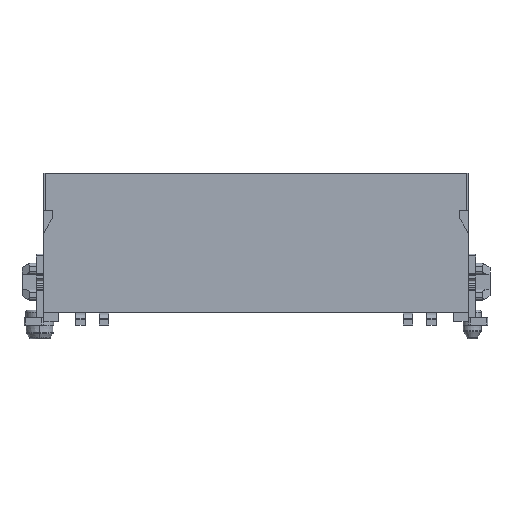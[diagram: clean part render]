
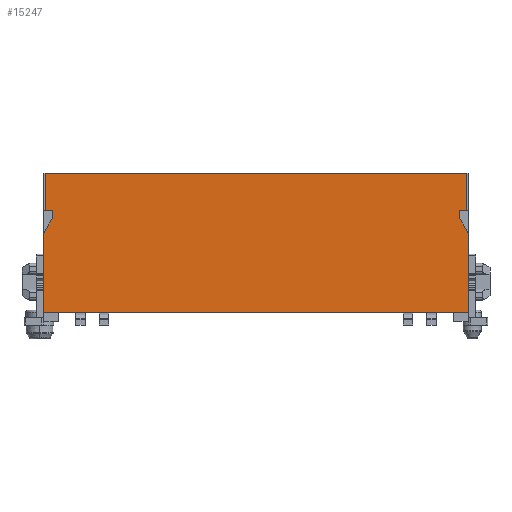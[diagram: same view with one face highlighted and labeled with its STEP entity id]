
A CAD part, front view. The second image highlights one B-rep face of the part: STEP entity #15247.
In plain terms, the highlighted planar face has unit normal (0, -1, 0).
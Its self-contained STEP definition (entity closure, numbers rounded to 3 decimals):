
#10570=CARTESIAN_POINT('',(11.535,-2.1,0.7));
#10571=VERTEX_POINT('',#10570);
#10578=CARTESIAN_POINT('',(-11.535,-2.1,0.7));
#10579=VERTEX_POINT('',#10578);
#10580=CARTESIAN_POINT('',(-11.535,-2.1,0.7));
#10581=DIRECTION('',(1.0,0.0,0.0));
#10582=VECTOR('',#10581,23.07);
#10583=LINE('',#10580,#10582);
#10584=EDGE_CURVE('',#10579,#10571,#10583,.T.);
#11257=CARTESIAN_POINT('',(11.435,-2.1,8.25));
#11258=VERTEX_POINT('',#11257);
#11296=CARTESIAN_POINT('',(-11.435,-2.1,8.25));
#11297=VERTEX_POINT('',#11296);
#11304=CARTESIAN_POINT('',(-11.435,-2.1,8.25));
#11305=DIRECTION('',(1.0,0.0,0.0));
#11306=VECTOR('',#11305,22.87);
#11307=LINE('',#11304,#11306);
#11308=EDGE_CURVE('',#11297,#11258,#11307,.T.);
#12186=CARTESIAN_POINT('',(-11.435,-2.1,6.23));
#12187=VERTEX_POINT('',#12186);
#12218=CARTESIAN_POINT('',(-11.035,-2.1,6.23));
#12219=VERTEX_POINT('',#12218);
#12226=CARTESIAN_POINT('',(-11.035,-2.1,6.23));
#12227=DIRECTION('',(-1.0,0.0,0.0));
#12228=VECTOR('',#12227,0.4);
#12229=LINE('',#12226,#12228);
#12230=EDGE_CURVE('',#12219,#12187,#12229,.T.);
#12240=CARTESIAN_POINT('',(-11.035,-2.1,5.83));
#12241=VERTEX_POINT('',#12240);
#12242=CARTESIAN_POINT('',(-11.035,-2.1,5.83));
#12243=DIRECTION('',(0.0,0.0,1.0));
#12244=VECTOR('',#12243,0.4);
#12245=LINE('',#12242,#12244);
#12246=EDGE_CURVE('',#12241,#12219,#12245,.T.);
#12271=CARTESIAN_POINT('',(-11.535,-2.1,4.964));
#12272=VERTEX_POINT('',#12271);
#12273=CARTESIAN_POINT('',(-11.535,-2.1,4.964));
#12274=DIRECTION('',(0.5,0.0,0.866));
#12275=VECTOR('',#12274,1.);
#12276=LINE('',#12273,#12275);
#12277=EDGE_CURVE('',#12272,#12241,#12276,.T.);
#12319=CARTESIAN_POINT('',(11.035,-2.1,5.83));
#12320=VERTEX_POINT('',#12319);
#12321=CARTESIAN_POINT('',(11.535,-2.1,4.964));
#12322=VERTEX_POINT('',#12321);
#12323=CARTESIAN_POINT('',(11.035,-2.1,5.83));
#12324=DIRECTION('',(0.5,0.0,-0.866));
#12325=VECTOR('',#12324,1.);
#12326=LINE('',#12323,#12325);
#12327=EDGE_CURVE('',#12320,#12322,#12326,.T.);
#12359=CARTESIAN_POINT('',(11.035,-2.1,6.23));
#12360=VERTEX_POINT('',#12359);
#12361=CARTESIAN_POINT('',(11.035,-2.1,6.23));
#12362=DIRECTION('',(0.0,0.0,-1.0));
#12363=VECTOR('',#12362,0.4);
#12364=LINE('',#12361,#12363);
#12365=EDGE_CURVE('',#12360,#12320,#12364,.T.);
#12408=CARTESIAN_POINT('',(11.435,-2.1,6.23));
#12409=VERTEX_POINT('',#12408);
#12416=CARTESIAN_POINT('',(11.435,-2.1,6.23));
#12417=DIRECTION('',(-1.0,0.0,0.0));
#12418=VECTOR('',#12417,0.4);
#12419=LINE('',#12416,#12418);
#12420=EDGE_CURVE('',#12409,#12360,#12419,.T.);
#12477=CARTESIAN_POINT('',(-11.435,-2.1,6.23));
#12478=DIRECTION('',(0.0,0.0,1.0));
#12479=VECTOR('',#12478,2.02);
#12480=LINE('',#12477,#12479);
#12481=EDGE_CURVE('',#12187,#11297,#12480,.T.);
#12518=CARTESIAN_POINT('',(11.435,-2.1,6.23));
#12519=DIRECTION('',(0.0,0.0,1.0));
#12520=VECTOR('',#12519,2.02);
#12521=LINE('',#12518,#12520);
#12522=EDGE_CURVE('',#12409,#11258,#12521,.T.);
#15105=CARTESIAN_POINT('',(11.535,-2.1,4.964));
#15106=DIRECTION('',(0.0,0.0,-1.0));
#15107=VECTOR('',#15106,4.264);
#15108=LINE('',#15105,#15107);
#15109=EDGE_CURVE('',#12322,#10571,#15108,.T.);
#15192=CARTESIAN_POINT('',(-11.535,-2.1,4.964));
#15193=DIRECTION('',(0.0,0.0,-1.0));
#15194=VECTOR('',#15193,4.264);
#15195=LINE('',#15192,#15194);
#15196=EDGE_CURVE('',#12272,#10579,#15195,.T.);
#15228=CARTESIAN_POINT('',(10.,-2.1,5.117));
#15229=DIRECTION('',(0.0,-1.0,0.0));
#15230=DIRECTION('',(0.0,0.0,-1.0));
#15231=AXIS2_PLACEMENT_3D('',#15228,#15229,#15230);
#15232=PLANE('',#15231);
#15233=ORIENTED_EDGE('',*,*,#15109,.F.);
#15234=ORIENTED_EDGE('',*,*,#12327,.F.);
#15235=ORIENTED_EDGE('',*,*,#12365,.F.);
#15236=ORIENTED_EDGE('',*,*,#12420,.F.);
#15237=ORIENTED_EDGE('',*,*,#12522,.T.);
#15238=ORIENTED_EDGE('',*,*,#11308,.F.);
#15239=ORIENTED_EDGE('',*,*,#12481,.F.);
#15240=ORIENTED_EDGE('',*,*,#12230,.F.);
#15241=ORIENTED_EDGE('',*,*,#12246,.F.);
#15242=ORIENTED_EDGE('',*,*,#12277,.F.);
#15243=ORIENTED_EDGE('',*,*,#15196,.T.);
#15244=ORIENTED_EDGE('',*,*,#10584,.T.);
#15245=EDGE_LOOP('',(#15233,#15234,#15235,#15236,#15237,#15238,#15239,#15240,#15241,#15242,#15243,#15244));
#15246=FACE_OUTER_BOUND('',#15245,.T.);
#15247=ADVANCED_FACE('',(#15246),#15232,.T.);
